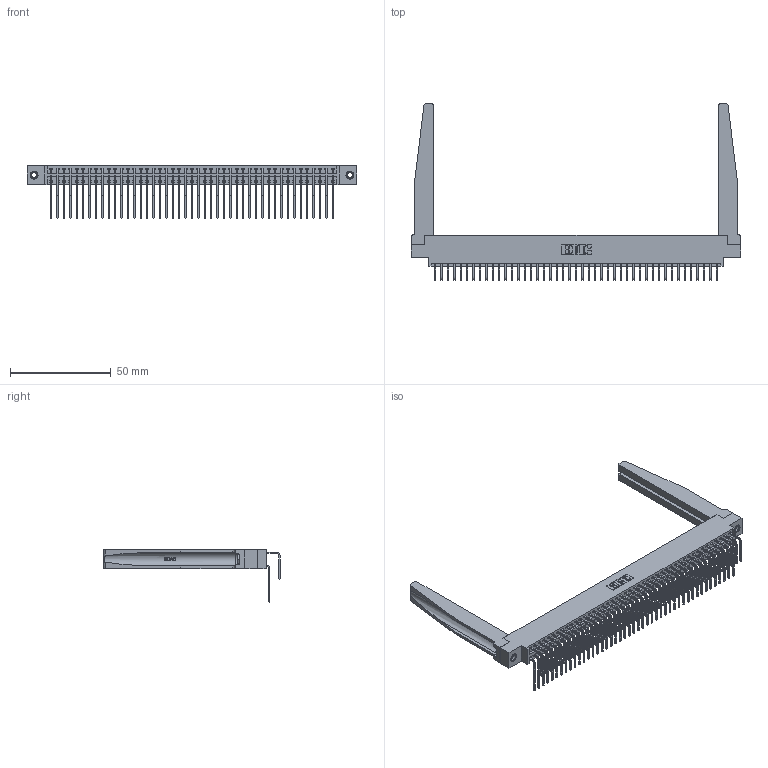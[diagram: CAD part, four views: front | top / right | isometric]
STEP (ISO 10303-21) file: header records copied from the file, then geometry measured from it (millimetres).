
FILE_DESCRIPTION (( 'STEP AP203' ), '1' );
FILE_NAME ('346-090-558-878.STEP', '2022-05-26T05:13:18', ( '' ), ( '' ), 'SwSTEP 2.0', 'SolidWorks 2020', '' );
FILE_SCHEMA (( 'CONFIG_CONTROL_DESIGN' ));
Length unit declared in the file: inch
Products named in the file (6): 345-292-001_558 Tail - 2; 346 Part_0.170 Offset - 0.156 Dia-TH; 346-220-078_345-220-078; 345-250-001_345-250-001-102; 345-292-001_558 559 Tail - 1; 346-090-558-878
Assembly tree (95 placements, depth 2):
  346-090-558-878
    346 Part_0.170 Offset - 0.156 Dia-TH
    345-292-001_558 559 Tail - 1  x45
    345-292-001_558 Tail - 2  x45
    346-220-078_345-220-078  x2
    345-250-001_345-250-001-102  x2
Bounding box: 163.45 x 87.44 x 26.16 mm (x, y, z)
Volume: 23216.9 mm3; surface area: 31706.1 mm2
Topology: 95 solids, 95 shells, 5234 faces, 15475 edges, 10186 vertices
Faces by surface type: plane 3566, cylinder 1616, bspline 36, cone 12, torus 4
Entity records: 36044 total; most frequent: CARTESIAN_POINT 6932, ORIENTED_EDGE 5702, DIRECTION 5117, EDGE_CURVE 2851, LINE 2405, VECTOR 2405, VERTEX_POINT 1892, AXIS2_PLACEMENT_3D 1356
